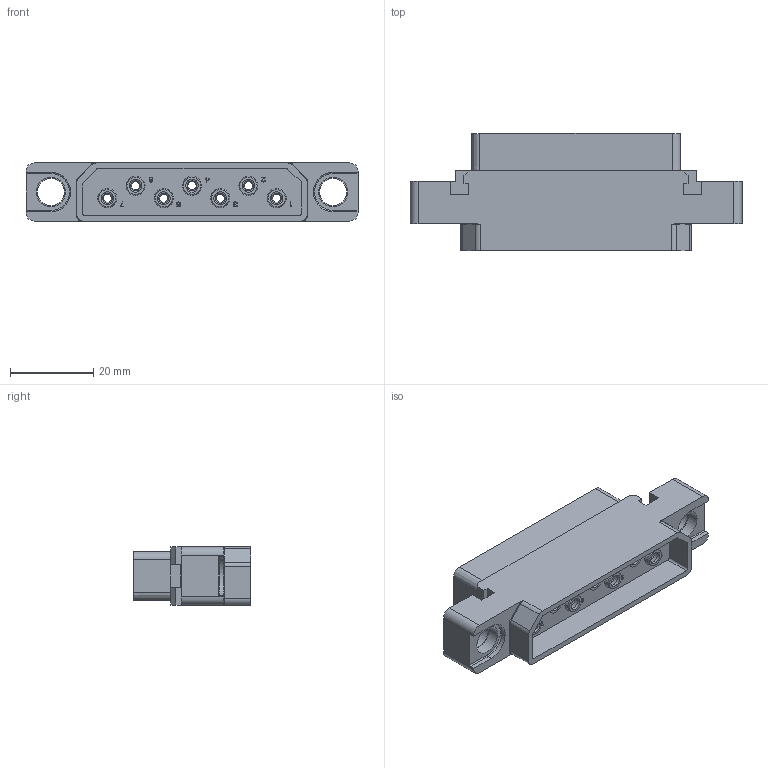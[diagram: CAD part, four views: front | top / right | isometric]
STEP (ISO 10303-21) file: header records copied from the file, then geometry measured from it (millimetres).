
FILE_DESCRIPTION((''),'2;1');
FILE_NAME('00197762000','2020-06-22T',('presta_be4'),(''),'CREO PARAMETRIC BY PTC INC, 2018360','CREO PARAMETRIC BY PTC INC, 2018360','');
FILE_SCHEMA(('CONFIG_CONTROL_DESIGN'));
Length unit declared in the file: millimetre
Products named in the file (1): 00197762000
Bounding box: 80 x 28.35 x 14 mm (x, y, z)
Volume: 14922.9 mm3; surface area: 12422.6 mm2
Topology: 1 solids, 1 shells, 1647 faces, 4387 edges, 2816 vertices
Faces by surface type: plane 962, cylinder 381, torus 148, cone 116, bspline 36, extrusion 4
Entity records: 53930 total; most frequent: CARTESIAN_POINT 12801, ORIENTED_EDGE 8774, DIRECTION 8247, EDGE_CURVE 4387, VECTOR 3065, LINE 3061, VERTEX_POINT 2816, AXIS2_PLACEMENT_3D 2591
